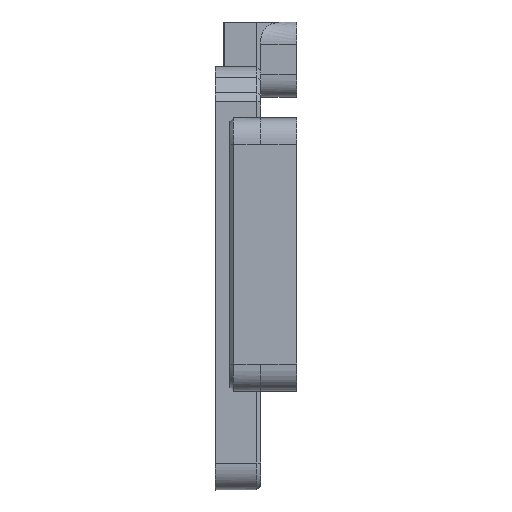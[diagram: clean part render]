
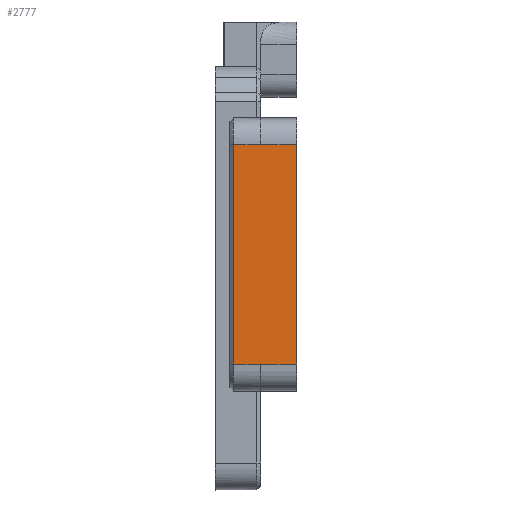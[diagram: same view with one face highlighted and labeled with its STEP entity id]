
A CAD part, front view. The second image highlights one B-rep face of the part: STEP entity #2777.
In plain terms, the highlighted planar face has unit normal (0, -1, 0).
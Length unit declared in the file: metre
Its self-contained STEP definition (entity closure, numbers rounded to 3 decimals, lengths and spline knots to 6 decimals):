
#616=ORIENTED_EDGE('',*,*,#1290,.T.);
#617=ORIENTED_EDGE('',*,*,#1291,.T.);
#618=ORIENTED_EDGE('',*,*,#1292,.T.);
#619=ORIENTED_EDGE('',*,*,#1286,.F.);
#620=ORIENTED_EDGE('',*,*,#1178,.F.);
#621=ORIENTED_EDGE('',*,*,#1288,.T.);
#1178=EDGE_CURVE('',#1559,#1560,#1773,.T.);
#1286=EDGE_CURVE('',#1560,#1620,#1853,.T.);
#1288=EDGE_CURVE('',#1559,#1621,#1854,.T.);
#1290=EDGE_CURVE('',#1621,#1622,#1856,.T.);
#1291=EDGE_CURVE('',#1622,#1623,#1857,.T.);
#1292=EDGE_CURVE('',#1623,#1620,#1858,.T.);
#1559=VERTEX_POINT('',#4274);
#1560=VERTEX_POINT('',#4276);
#1620=VERTEX_POINT('',#4660);
#1621=VERTEX_POINT('',#4674);
#1622=VERTEX_POINT('',#4680);
#1623=VERTEX_POINT('',#4682);
#1773=LINE('',#4275,#2028);
#1853=LINE('',#4661,#2108);
#1854=LINE('',#4675,#2109);
#1856=LINE('',#4679,#2111);
#1857=LINE('',#4681,#2112);
#1858=LINE('',#4683,#2113);
#2028=VECTOR('',#3304,1.);
#2108=VECTOR('',#3458,1.);
#2109=VECTOR('',#3459,1.);
#2111=VECTOR('',#3465,1.);
#2112=VECTOR('',#3466,1.);
#2113=VECTOR('',#3467,1.);
#2274=EDGE_LOOP('',(#616,#617,#618,#619,#620,#621));
#2491=FACE_BOUND('',#2274,.T.);
#2661=PLANE('',#2983);
#2777=ADVANCED_FACE('',(#2491),#2661,.T.);
#2983=AXIS2_PLACEMENT_3D('',#4678,#3463,#3464);
#3304=DIRECTION('',(0.,0.,-1.));
#3458=DIRECTION('',(-1.,0.,0.));
#3459=DIRECTION('',(-1.,0.,0.));
#3463=DIRECTION('',(0.,-1.,0.));
#3464=DIRECTION('',(0.,0.,-1.));
#3465=DIRECTION('',(-1.,0.,0.));
#3466=DIRECTION('',(0.,0.,-1.));
#3467=DIRECTION('',(1.,0.,0.));
#4274=CARTESIAN_POINT('',(0.03611,-0.098013,-0.022141));
#4275=CARTESIAN_POINT('',(0.03611,-0.098013,-0.007684));
#4276=CARTESIAN_POINT('',(0.03611,-0.098013,-0.046484));
#4660=CARTESIAN_POINT('',(0.03211,-0.098013,-0.046484));
#4661=CARTESIAN_POINT('',(0.03611,-0.098013,-0.046484));
#4674=CARTESIAN_POINT('',(0.03211,-0.098013,-0.022141));
#4675=CARTESIAN_POINT('',(0.03611,-0.098013,-0.022141));
#4678=CARTESIAN_POINT('',(0.03111,-0.098013,-0.007684));
#4679=CARTESIAN_POINT('',(0.03061,-0.098013,-0.022141));
#4680=CARTESIAN_POINT('',(0.02911,-0.098013,-0.022141));
#4681=CARTESIAN_POINT('',(0.02911,-0.098013,-0.046484));
#4682=CARTESIAN_POINT('',(0.02911,-0.098013,-0.046484));
#4683=CARTESIAN_POINT('',(0.03061,-0.098013,-0.046484));
